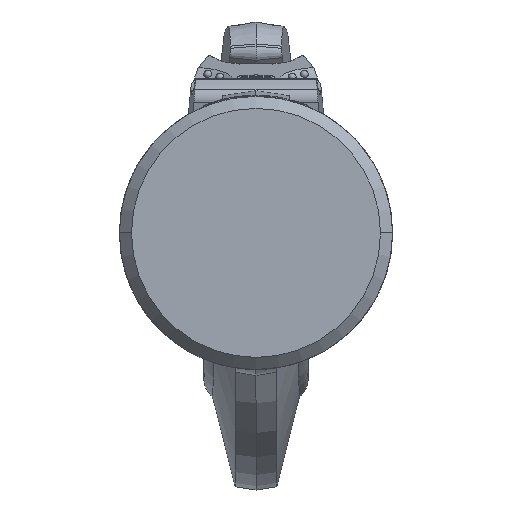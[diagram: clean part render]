
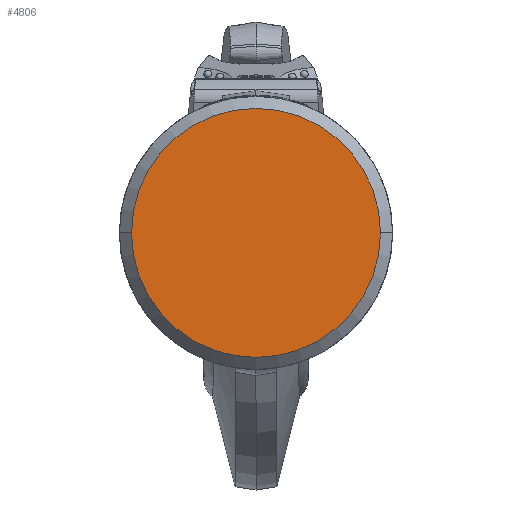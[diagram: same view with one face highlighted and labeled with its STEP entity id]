
A CAD part, front view. The second image highlights one B-rep face of the part: STEP entity #4806.
In plain terms, the highlighted planar face has unit normal (0, -1, 0).
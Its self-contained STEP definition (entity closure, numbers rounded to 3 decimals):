
#6=CARTESIAN_POINT('',(0.,0.,0.));
#7=DIRECTION('',(0.,-1.,0.));
#8=DIRECTION('',(1.,0.,0.));
#9=AXIS2_PLACEMENT_3D('',#6,#7,#8);
#3544=CARTESIAN_POINT('',(0.,0.,0.));
#3545=DIRECTION('',(0.,1.,0.));
#3546=DIRECTION('',(1.,0.,0.));
#3547=AXIS2_PLACEMENT_3D('',#3544,#3545,#3546);
#4567=CARTESIAN_POINT('',(31.,0.,0.));
#4568=CARTESIAN_POINT('',(-31.,0.,0.));
#4569=VERTEX_POINT('',#4567);
#4570=VERTEX_POINT('',#4568);
#4795=CARTESIAN_POINT('',(0.,0.,0.));
#4796=DIRECTION('',(0.,-1.,0.));
#4797=DIRECTION('',(-1.,0.,0.));
#4798=AXIS2_PLACEMENT_3D('',#4795,#4796,#4797);
#4799=PLANE('',#4798);
#4801=ORIENTED_EDGE('',*,*,#4800,.F.);
#4803=ORIENTED_EDGE('',*,*,#4802,.T.);
#4804=EDGE_LOOP('',(#4801,#4803));
#4805=FACE_OUTER_BOUND('',#4804,.F.);
#4806=ADVANCED_FACE('',(#4805),#4799,.T.);
#10=CIRCLE('',#9,31.);
#3548=CIRCLE('',#3547,31.);
#4800=EDGE_CURVE('',#4569,#4570,#10,.T.);
#4802=EDGE_CURVE('',#4569,#4570,#3548,.T.);
